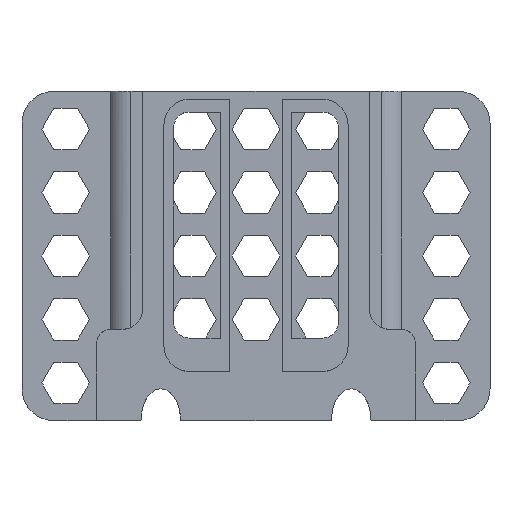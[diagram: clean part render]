
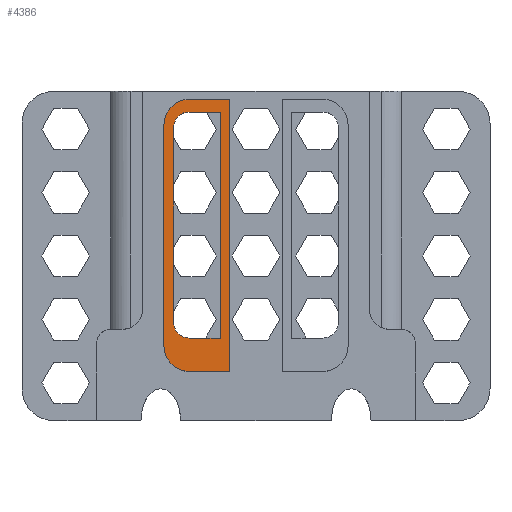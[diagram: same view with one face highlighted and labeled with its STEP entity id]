
A CAD part, top view. The second image highlights one B-rep face of the part: STEP entity #4386.
In plain terms, the highlighted planar face has unit normal (0, 0, 1).
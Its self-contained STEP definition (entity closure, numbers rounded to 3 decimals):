
#87=FACE_BOUND('',#759,.T.);
#128=CIRCLE('',#4651,3.2);
#129=CIRCLE('',#4653,3.2);
#130=CIRCLE('',#4654,2.);
#131=CIRCLE('',#4655,2.);
#305=PLANE('',#4652);
#508=FACE_OUTER_BOUND('',#758,.T.);
#758=EDGE_LOOP('',(#4061,#4062,#4063,#4064,#4065,#4066));
#759=EDGE_LOOP('',(#4067,#4068,#4069,#4070,#4071,#4072));
#1299=LINE('',#6929,#1863);
#1300=LINE('',#6933,#1864);
#1301=LINE('',#6935,#1865);
#1302=LINE('',#6936,#1866);
#1303=LINE('',#6939,#1867);
#1304=LINE('',#6943,#1868);
#1305=LINE('',#6945,#1869);
#1306=LINE('',#6947,#1870);
#1863=VECTOR('',#5653,10.);
#1864=VECTOR('',#5656,10.);
#1865=VECTOR('',#5657,10.);
#1866=VECTOR('',#5658,10.);
#1867=VECTOR('',#5659,10.);
#1868=VECTOR('',#5662,10.);
#1869=VECTOR('',#5663,10.);
#1870=VECTOR('',#5664,10.);
#2289=VERTEX_POINT('',#6922);
#2290=VERTEX_POINT('',#6924);
#2291=VERTEX_POINT('',#6928);
#2292=VERTEX_POINT('',#6930);
#2293=VERTEX_POINT('',#6932);
#2294=VERTEX_POINT('',#6934);
#2295=VERTEX_POINT('',#6937);
#2296=VERTEX_POINT('',#6938);
#2297=VERTEX_POINT('',#6940);
#2298=VERTEX_POINT('',#6942);
#2299=VERTEX_POINT('',#6944);
#2300=VERTEX_POINT('',#6946);
#2887=EDGE_CURVE('',#2289,#2290,#128,.T.);
#2889=EDGE_CURVE('',#2289,#2291,#1299,.F.);
#2890=EDGE_CURVE('',#2292,#2291,#129,.T.);
#2891=EDGE_CURVE('',#2292,#2293,#1300,.F.);
#2892=EDGE_CURVE('',#2293,#2294,#1301,.F.);
#2893=EDGE_CURVE('',#2294,#2290,#1302,.F.);
#2894=EDGE_CURVE('',#2295,#2296,#1303,.T.);
#2895=EDGE_CURVE('',#2296,#2297,#130,.T.);
#2896=EDGE_CURVE('',#2297,#2298,#1304,.T.);
#2897=EDGE_CURVE('',#2298,#2299,#1305,.T.);
#2898=EDGE_CURVE('',#2299,#2300,#1306,.T.);
#2899=EDGE_CURVE('',#2300,#2295,#131,.T.);
#4061=ORIENTED_EDGE('',*,*,#2887,.F.);
#4062=ORIENTED_EDGE('',*,*,#2889,.T.);
#4063=ORIENTED_EDGE('',*,*,#2890,.F.);
#4064=ORIENTED_EDGE('',*,*,#2891,.T.);
#4065=ORIENTED_EDGE('',*,*,#2892,.T.);
#4066=ORIENTED_EDGE('',*,*,#2893,.T.);
#4067=ORIENTED_EDGE('',*,*,#2894,.T.);
#4068=ORIENTED_EDGE('',*,*,#2895,.T.);
#4069=ORIENTED_EDGE('',*,*,#2896,.T.);
#4070=ORIENTED_EDGE('',*,*,#2897,.T.);
#4071=ORIENTED_EDGE('',*,*,#2898,.T.);
#4072=ORIENTED_EDGE('',*,*,#2899,.T.);
#4386=ADVANCED_FACE('',(#508,#87),#305,.T.);
#4651=AXIS2_PLACEMENT_3D('',#6925,#5648,#5649);
#4652=AXIS2_PLACEMENT_3D('',#6927,#5651,#5652);
#4653=AXIS2_PLACEMENT_3D('',#6931,#5654,#5655);
#4654=AXIS2_PLACEMENT_3D('',#6941,#5660,#5661);
#4655=AXIS2_PLACEMENT_3D('',#6948,#5665,#5666);
#5648=DIRECTION('center_axis',(0.,0.,-1.));
#5649=DIRECTION('ref_axis',(-0.707,0.707,0.));
#5651=DIRECTION('center_axis',(0.,0.,1.));
#5652=DIRECTION('ref_axis',(1.,0.,0.));
#5653=DIRECTION('',(0.,1.,0.));
#5654=DIRECTION('center_axis',(0.,0.,-1.));
#5655=DIRECTION('ref_axis',(-0.707,-0.707,0.));
#5656=DIRECTION('',(-1.,0.,0.));
#5657=DIRECTION('',(0.,-1.,0.));
#5658=DIRECTION('',(1.,0.,0.));
#5659=DIRECTION('',(0.,1.,0.));
#5660=DIRECTION('center_axis',(0.,0.,-1.));
#5661=DIRECTION('ref_axis',(0.,1.,0.));
#5662=DIRECTION('',(1.,0.,0.));
#5663=DIRECTION('',(0.,-1.,0.));
#5664=DIRECTION('',(-1.,0.,0.));
#5665=DIRECTION('center_axis',(0.,0.,-1.));
#5666=DIRECTION('ref_axis',(-1.,0.,0.));
#6922=CARTESIAN_POINT('',(-11.6,16.55,3.6));
#6924=CARTESIAN_POINT('',(-8.4,19.75,3.6));
#6925=CARTESIAN_POINT('Origin',(-8.4,16.55,3.6));
#6927=CARTESIAN_POINT('Origin',(0.,3.9,3.6));
#6928=CARTESIAN_POINT('',(-11.6,-11.35,3.6));
#6929=CARTESIAN_POINT('',(-11.6,10.025,3.6));
#6930=CARTESIAN_POINT('',(-8.4,-14.55,3.6));
#6931=CARTESIAN_POINT('Origin',(-8.4,-11.35,3.6));
#6932=CARTESIAN_POINT('',(-3.3,-14.55,3.6));
#6933=CARTESIAN_POINT('',(-4.2,-14.55,3.6));
#6934=CARTESIAN_POINT('',(-3.3,19.75,3.6));
#6935=CARTESIAN_POINT('',(-3.3,-3.725,3.6));
#6936=CARTESIAN_POINT('',(-1.75,19.75,3.6));
#6937=CARTESIAN_POINT('',(-10.4,-8.35,3.6));
#6938=CARTESIAN_POINT('',(-10.4,16.15,3.6));
#6939=CARTESIAN_POINT('',(-10.4,-2.225,3.6));
#6940=CARTESIAN_POINT('',(-8.4,18.15,3.6));
#6941=CARTESIAN_POINT('Origin',(-8.4,16.15,3.6));
#6942=CARTESIAN_POINT('',(-4.5,18.15,3.6));
#6943=CARTESIAN_POINT('',(-4.2,18.15,3.6));
#6944=CARTESIAN_POINT('',(-4.5,-10.35,3.6));
#6945=CARTESIAN_POINT('',(-4.5,11.025,3.6));
#6946=CARTESIAN_POINT('',(-8.4,-10.35,3.6));
#6947=CARTESIAN_POINT('',(-2.25,-10.35,3.6));
#6948=CARTESIAN_POINT('Origin',(-8.4,-8.35,3.6));
